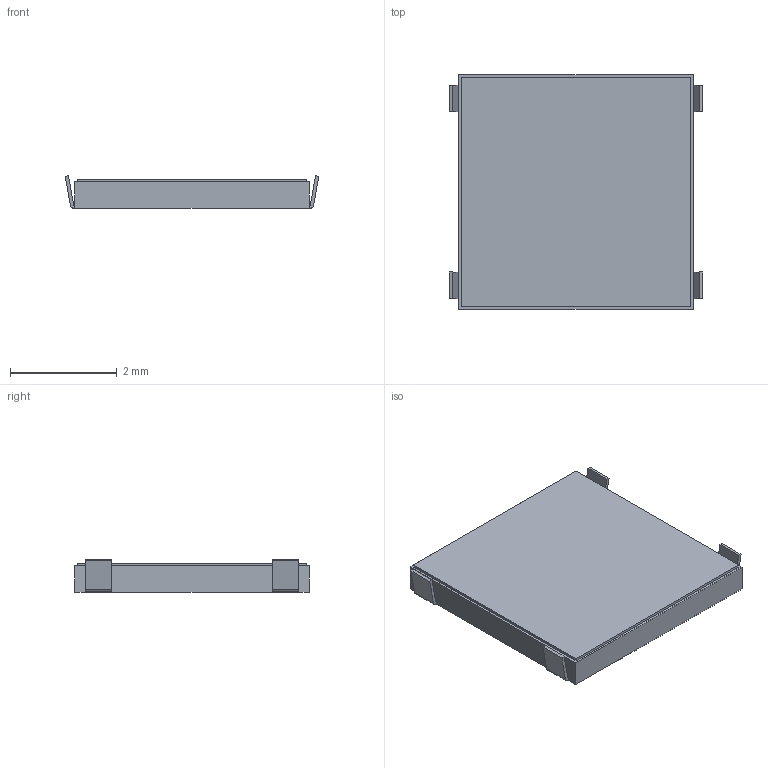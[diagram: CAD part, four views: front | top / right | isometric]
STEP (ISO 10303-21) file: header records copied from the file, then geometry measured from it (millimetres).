
FILE_DESCRIPTION((''),'2;1');
FILE_NAME('C-2337234-2','2022-07-22T13:03:51',('workeradm'),('TE Connectivity Ltd.'),'CREO PARAMETRIC BY PTC INC, 2021072','CREO PARAMETRIC BY PTC INC, 2021072','');
FILE_SCHEMA(('AUTOMOTIVE_DESIGN { 1 0 10303 214 1 1 1 1 }'));
Length unit declared in the file: millimetre
Products named in the file (1): C-2337234-2
Bounding box: 4.75 x 4.4 x 0.61 mm (x, y, z)
Volume: 10.7 mm3; surface area: 51.2 mm2
Topology: 1 solids, 1 shells, 43 faces, 120 edges, 80 vertices
Faces by surface type: plane 35, cylinder 8
Entity records: 1546 total; most frequent: CARTESIAN_POINT 245, ORIENTED_EDGE 240, DIRECTION 222, COLOUR_RGB 126, EDGE_CURVE 120, VECTOR 104, LINE 104, VERTEX_POINT 80
